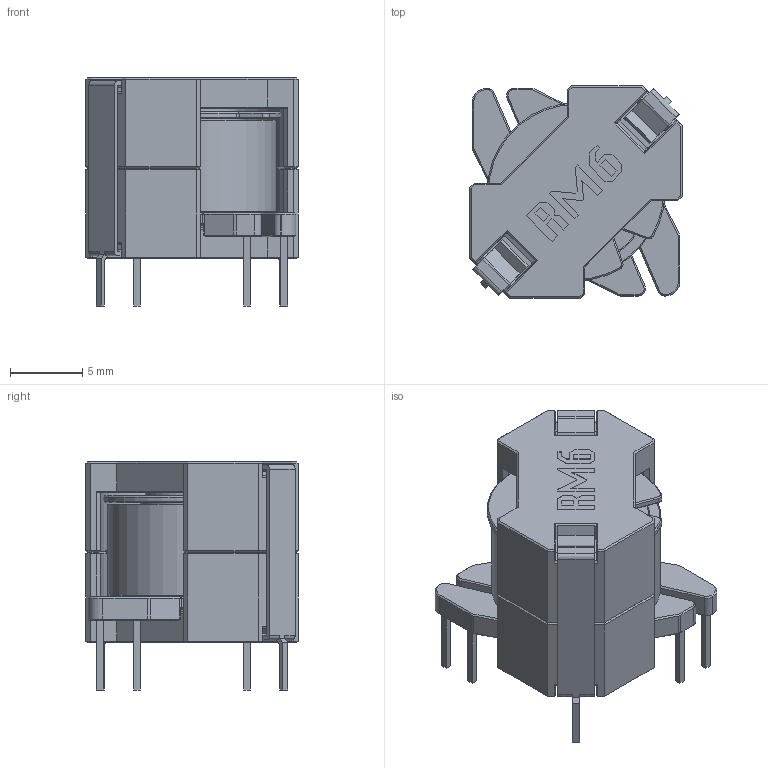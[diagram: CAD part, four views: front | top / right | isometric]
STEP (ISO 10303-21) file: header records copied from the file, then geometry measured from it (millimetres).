
FILE_DESCRIPTION(/* description */ ('model of RM-6_6pin'),/* implementation_level */ '2;1');
FILE_NAME(/* name */ 'RM-6_6pin.stp',/* time_stamp */ '2016-01-08T00:25:45',/* author */ ('Joan The Spark',''),/* organization */ (''),/* preprocessor_version */ '',/* originating_system */ '',/* authorisation */ '');
FILE_SCHEMA (('AUTOMOTIVE_DESIGN { 1 0 10303 214 3 1 1 }'));
Length unit declared in the file: millimetre
Products named in the file (1): RM-6_6pin
Bounding box: 14.7 x 14.7 x 15.78 mm (x, y, z)
Volume: 1825.3 mm3; surface area: 2210.8 mm2
Topology: 1 solids, 1 shells, 527 faces, 1256 edges, 749 vertices
Faces by surface type: plane 443, cylinder 32, cone 32, bspline 20
Full cylindrical faces by diameter (mm): 6.5 x2, 7.15 x2, 10.073 x1, 10.173 x1, 11.585 x1, 11.685 x1
Entity records: 15885 total; most frequent: CARTESIAN_POINT 3383, ORIENTED_EDGE 2490, DIRECTION 2323, EDGE_CURVE 1245, LINE 1111, VECTOR 1111, VERTEX_POINT 746, AXIS2_PLACEMENT_3D 606
